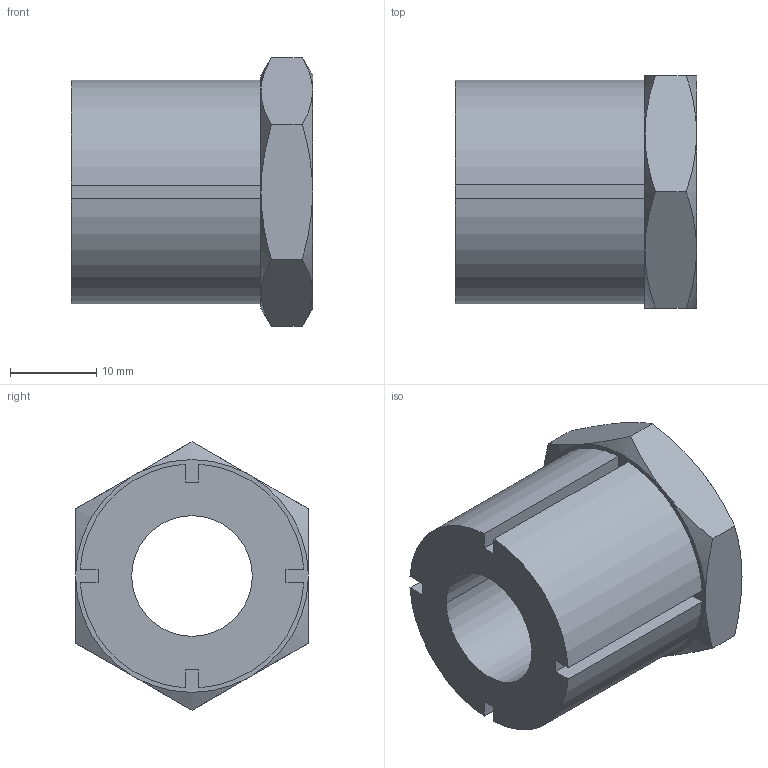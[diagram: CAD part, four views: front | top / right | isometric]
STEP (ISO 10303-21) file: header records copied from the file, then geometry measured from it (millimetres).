
FILE_DESCRIPTION(('STEP AP214'),'1');
FILE_NAME(' ',' ',('TraceParts'),('TraceParts S.A.'),'XStep 1.0',' ',' ');
FILE_SCHEMA(('automotive_design'));
Length unit declared in the file: millimetre
Products named in the file (1): 1
Bounding box: 28 x 27 x 31.18 mm (x, y, z)
Volume: 10820.9 mm3; surface area: 4850.5 mm2
Topology: 1 solids, 1 shells, 39 faces, 96 edges, 60 vertices
Faces by surface type: plane 21, cone 12, cylinder 6
Entity records: 2234 total; most frequent: CARTESIAN_POINT 244, STYLED_ITEM 196, PRESENTATION_STYLE_ASSIGNMENT 196, COLOUR_RGB 196, ORIENTED_EDGE 192, DIRECTION 176, EDGE_CURVE 96, CURVE_STYLE 96
